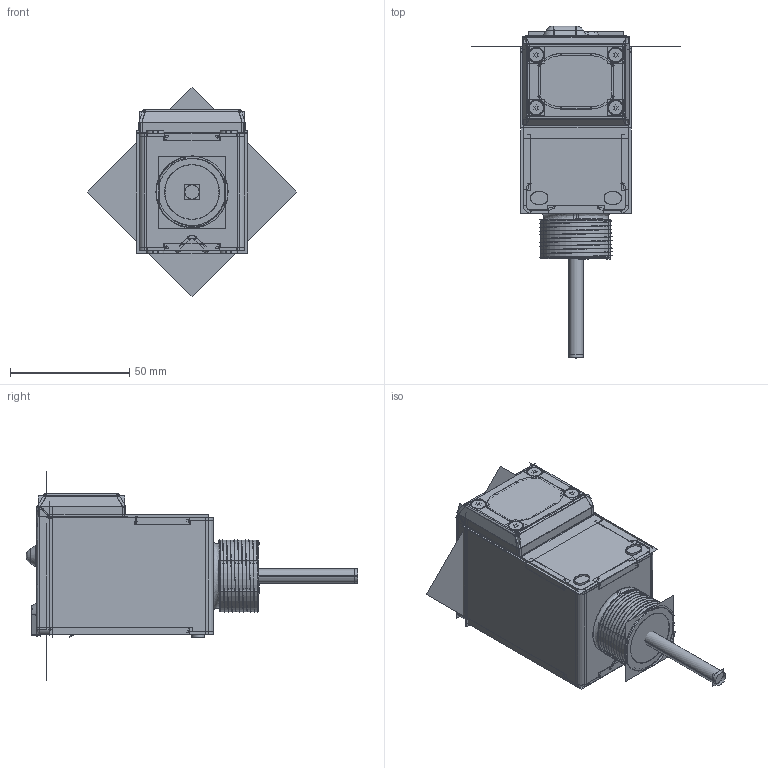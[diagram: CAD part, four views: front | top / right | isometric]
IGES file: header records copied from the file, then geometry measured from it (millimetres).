
Start section:  PTC IGES file: 193162.igs
Global section: file name: 193162.igs; native system: Creo Parametric by Parametric Technology Corporation; preprocessor: 2016010; author: PDMAdmin; organization: Unknown; date: 20160713.080547; units: millimetre
Bounding box: 87.76 x 139.23 x 87.76 mm (x, y, z)
Volume: 76607.1 mm3; surface area: 330124.4 mm2
Topology: 11 solids, 11 shells, 1968 faces, 9854 edges, 12337 vertices
Faces by surface type: revolution 998, bspline 970
